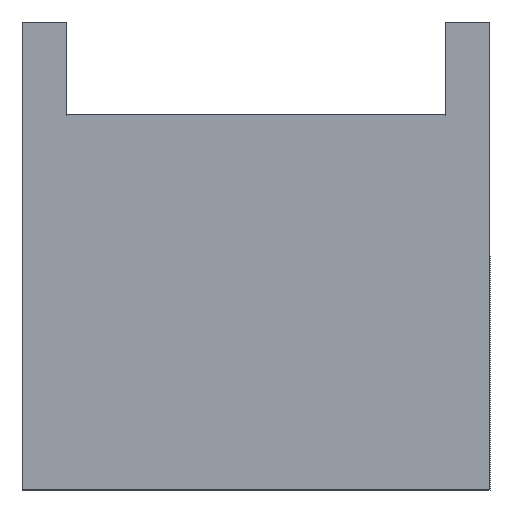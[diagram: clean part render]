
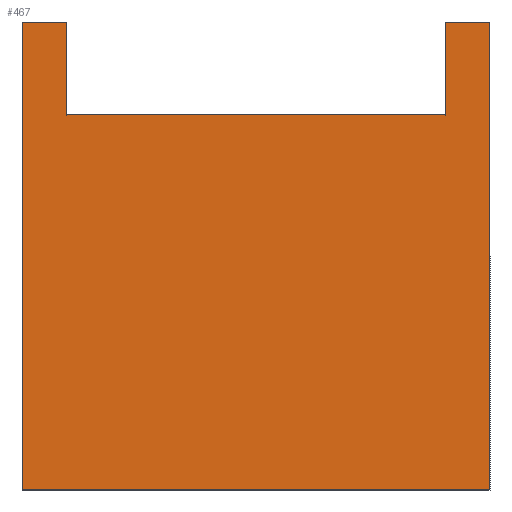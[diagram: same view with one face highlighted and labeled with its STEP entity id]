
A CAD part, left-side view. The second image highlights one B-rep face of the part: STEP entity #467.
In plain terms, the highlighted planar face has unit normal (-1, 0, 0).
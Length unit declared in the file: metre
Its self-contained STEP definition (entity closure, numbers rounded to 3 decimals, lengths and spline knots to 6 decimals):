
#56=ORIENTED_EDGE('',*,*,#183,.T.);
#57=ORIENTED_EDGE('',*,*,#184,.T.);
#58=ORIENTED_EDGE('',*,*,#185,.F.);
#59=ORIENTED_EDGE('',*,*,#186,.F.);
#60=ORIENTED_EDGE('',*,*,#187,.T.);
#61=ORIENTED_EDGE('',*,*,#188,.T.);
#62=ORIENTED_EDGE('',*,*,#172,.F.);
#63=ORIENTED_EDGE('',*,*,#189,.F.);
#172=EDGE_CURVE('',#235,#232,#282,.T.);
#183=EDGE_CURVE('',#244,#245,#293,.T.);
#184=EDGE_CURVE('',#245,#246,#294,.T.);
#185=EDGE_CURVE('',#247,#246,#295,.T.);
#186=EDGE_CURVE('',#248,#247,#296,.T.);
#187=EDGE_CURVE('',#248,#249,#297,.T.);
#188=EDGE_CURVE('',#249,#232,#298,.T.);
#189=EDGE_CURVE('',#244,#235,#299,.T.);
#232=VERTEX_POINT('',#693);
#235=VERTEX_POINT('',#698);
#244=VERTEX_POINT('',#720);
#245=VERTEX_POINT('',#721);
#246=VERTEX_POINT('',#723);
#247=VERTEX_POINT('',#725);
#248=VERTEX_POINT('',#727);
#249=VERTEX_POINT('',#729);
#282=LINE('',#699,#348);
#293=LINE('',#719,#359);
#294=LINE('',#722,#360);
#295=LINE('',#724,#361);
#296=LINE('',#726,#362);
#297=LINE('',#728,#363);
#298=LINE('',#730,#364);
#299=LINE('',#731,#365);
#348=VECTOR('',#563,1.);
#359=VECTOR('',#576,1.);
#360=VECTOR('',#577,1.);
#361=VECTOR('',#578,1.);
#362=VECTOR('',#579,1.);
#363=VECTOR('',#580,1.);
#364=VECTOR('',#581,1.);
#365=VECTOR('',#582,1.);
#393=EDGE_LOOP('',(#56,#57,#58,#59,#60,#61,#62,#63));
#419=FACE_BOUND('',#393,.T.);
#443=PLANE('',#504);
#467=ADVANCED_FACE('',(#419),#443,.F.);
#504=AXIS2_PLACEMENT_3D('',#718,#574,#575);
#563=DIRECTION('',(0.,1.,0.));
#574=DIRECTION('',(1.,0.,0.));
#575=DIRECTION('',(0.,0.,-1.));
#576=DIRECTION('',(0.,1.,0.));
#577=DIRECTION('',(0.,0.,-1.));
#578=DIRECTION('',(0.,-1.,0.));
#579=DIRECTION('',(0.,0.,-1.));
#580=DIRECTION('',(0.,1.,0.));
#581=DIRECTION('',(0.,0.,-1.));
#582=DIRECTION('',(0.,0.,-1.));
#693=CARTESIAN_POINT('',(-0.05,0.,0.));
#698=CARTESIAN_POINT('',(-0.05,-0.1,0.));
#699=CARTESIAN_POINT('',(-0.05,-0.1,0.));
#718=CARTESIAN_POINT('',(-0.05,-0.1,0.05));
#719=CARTESIAN_POINT('',(-0.05,-0.1,0.1));
#720=CARTESIAN_POINT('',(-0.05,-0.1,0.1));
#721=CARTESIAN_POINT('',(-0.05,-0.0905,0.1));
#722=CARTESIAN_POINT('',(-0.05,-0.0905,0.05));
#723=CARTESIAN_POINT('',(-0.05,-0.0905,0.080201));
#724=CARTESIAN_POINT('',(-0.05,-0.1,0.080201));
#725=CARTESIAN_POINT('',(-0.05,-0.0095,0.080201));
#726=CARTESIAN_POINT('',(-0.05,-0.0095,0.05));
#727=CARTESIAN_POINT('',(-0.05,-0.0095,0.1));
#728=CARTESIAN_POINT('',(-0.05,-0.1,0.1));
#729=CARTESIAN_POINT('',(-0.05,0.,0.1));
#730=CARTESIAN_POINT('',(-0.05,0.,0.05));
#731=CARTESIAN_POINT('',(-0.05,-0.1,0.05));
